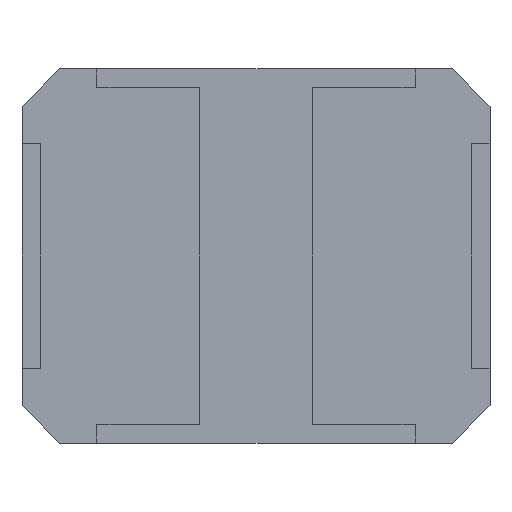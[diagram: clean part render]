
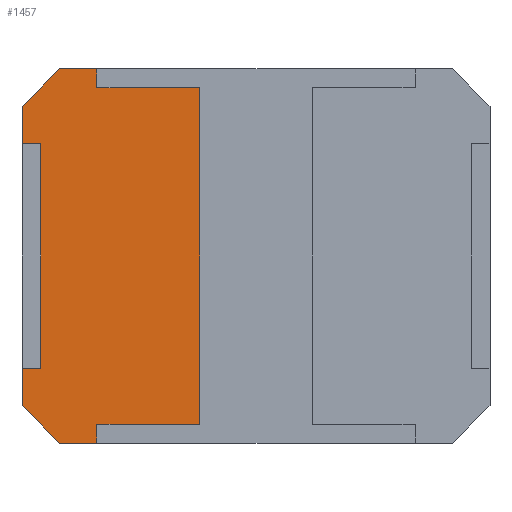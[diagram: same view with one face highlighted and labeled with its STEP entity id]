
A CAD part, front view. The second image highlights one B-rep face of the part: STEP entity #1457.
In plain terms, the highlighted planar face has unit normal (0, -1, 0).
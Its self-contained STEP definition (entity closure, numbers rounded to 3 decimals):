
#19 = LINE ( 'NONE', #1237, #3305 ) ;
#45 = CARTESIAN_POINT ( 'NONE',  ( -0.85, 0., 0. ) ) ;
#56 = VECTOR ( 'NONE', #2178, 1000. ) ;
#117 = CARTESIAN_POINT ( 'NONE',  ( -1.15, 0., 0. ) ) ;
#233 = LINE ( 'NONE', #45, #1156 ) ;
#235 = EDGE_CURVE ( 'NONE', #1520, #2700, #3906, .T. ) ;
#241 = ORIENTED_EDGE ( 'NONE', *, *, #235, .T. ) ;
#295 = DIRECTION ( 'NONE',  ( 0., 0., -1. ) ) ;
#298 = VERTEX_POINT ( 'NONE', #2925 ) ;
#326 = VECTOR ( 'NONE', #3658, 1000. ) ;
#349 = VERTEX_POINT ( 'NONE', #3316 ) ;
#365 = LINE ( 'NONE', #1271, #2677 ) ;
#424 = VERTEX_POINT ( 'NONE', #3757 ) ;
#482 = VERTEX_POINT ( 'NONE', #2561 ) ;
#495 = VERTEX_POINT ( 'NONE', #3631 ) ;
#507 = CARTESIAN_POINT ( 'NONE',  ( -0.85, 0., 1. ) ) ;
#558 = DIRECTION ( 'NONE',  ( 0., 0., 1. ) ) ;
#572 = EDGE_CURVE ( 'NONE', #3007, #482, #1501, .T. ) ;
#582 = VECTOR ( 'NONE', #1827, 1000. ) ;
#590 = CARTESIAN_POINT ( 'NONE',  ( 0., 0., 1. ) ) ;
#748 = AXIS2_PLACEMENT_3D ( 'NONE', #955, #3949, #1942 ) ;
#753 = CARTESIAN_POINT ( 'NONE',  ( -1.15, 0., 0.6 ) ) ;
#758 = VERTEX_POINT ( 'NONE', #1883 ) ;
#899 = ORIENTED_EDGE ( 'NONE', *, *, #3991, .T. ) ;
#955 = CARTESIAN_POINT ( 'NONE',  ( 0., 0., 0. ) ) ;
#1003 = CARTESIAN_POINT ( 'NONE',  ( -1.025, 0., 1.025 ) ) ;
#1026 = VECTOR ( 'NONE', #4091, 1000. ) ;
#1029 = CARTESIAN_POINT ( 'NONE',  ( -1.15, 0., -0.6 ) ) ;
#1061 = ORIENTED_EDGE ( 'NONE', *, *, #3731, .T. ) ;
#1156 = VECTOR ( 'NONE', #2989, 1000. ) ;
#1202 = LINE ( 'NONE', #2030, #326 ) ;
#1211 = ORIENTED_EDGE ( 'NONE', *, *, #1653, .F. ) ;
#1237 = CARTESIAN_POINT ( 'NONE',  ( 0., 0., 0.6 ) ) ;
#1267 = ORIENTED_EDGE ( 'NONE', *, *, #572, .T. ) ;
#1271 = CARTESIAN_POINT ( 'NONE',  ( 0., 0., -0.9 ) ) ;
#1275 = VERTEX_POINT ( 'NONE', #507 ) ;
#1286 = DIRECTION ( 'NONE',  ( 1., 0., 0. ) ) ;
#1294 = LINE ( 'NONE', #3851, #56 ) ;
#1438 = DIRECTION ( 'NONE',  ( 1., 0., 0. ) ) ;
#1457 = ADVANCED_FACE ( 'NONE', ( #3576 ), #1597, .T. ) ;
#1501 = LINE ( 'NONE', #3426, #2954 ) ;
#1520 = VERTEX_POINT ( 'NONE', #1575 ) ;
#1535 = EDGE_CURVE ( 'NONE', #2652, #758, #365, .T. ) ;
#1575 = CARTESIAN_POINT ( 'NONE',  ( -1.25, 0., 0.8 ) ) ;
#1594 = LINE ( 'NONE', #1912, #2471 ) ;
#1597 = PLANE ( 'NONE',  #748 ) ;
#1653 = EDGE_CURVE ( 'NONE', #349, #1997, #2534, .T. ) ;
#1707 = CARTESIAN_POINT ( 'NONE',  ( -1.05, 0., -1. ) ) ;
#1827 = DIRECTION ( 'NONE',  ( 1., 0., 0. ) ) ;
#1839 = CARTESIAN_POINT ( 'NONE',  ( -0.85, 0., 0. ) ) ;
#1853 = EDGE_CURVE ( 'NONE', #2386, #3069, #3267, .T. ) ;
#1883 = CARTESIAN_POINT ( 'NONE',  ( -0.3, 0., -0.9 ) ) ;
#1912 = CARTESIAN_POINT ( 'NONE',  ( -0.3, 0., 0. ) ) ;
#1922 = ORIENTED_EDGE ( 'NONE', *, *, #3281, .T. ) ;
#1942 = DIRECTION ( 'NONE',  ( 0., 0., -1. ) ) ;
#1997 = VERTEX_POINT ( 'NONE', #3356 ) ;
#2027 = ORIENTED_EDGE ( 'NONE', *, *, #2210, .T. ) ;
#2030 = CARTESIAN_POINT ( 'NONE',  ( -1.025, 0., -1.025 ) ) ;
#2119 = ORIENTED_EDGE ( 'NONE', *, *, #3306, .F. ) ;
#2164 = EDGE_CURVE ( 'NONE', #482, #2652, #3044, .T. ) ;
#2177 = ORIENTED_EDGE ( 'NONE', *, *, #4092, .T. ) ;
#2178 = DIRECTION ( 'NONE',  ( 0., 0., -1. ) ) ;
#2198 = DIRECTION ( 'NONE',  ( -1., 0., 0. ) ) ;
#2210 = EDGE_CURVE ( 'NONE', #298, #3007, #1202, .T. ) ;
#2247 = DIRECTION ( 'NONE',  ( 1., 0., 0. ) ) ;
#2312 = VECTOR ( 'NONE', #4300, 1000. ) ;
#2386 = VERTEX_POINT ( 'NONE', #753 ) ;
#2424 = DIRECTION ( 'NONE',  ( 0., 0., -1. ) ) ;
#2471 = VECTOR ( 'NONE', #4261, 1000. ) ;
#2534 = LINE ( 'NONE', #3124, #582 ) ;
#2561 = CARTESIAN_POINT ( 'NONE',  ( -0.85, 0., -1. ) ) ;
#2641 = CARTESIAN_POINT ( 'NONE',  ( -1.25, 0., 0. ) ) ;
#2652 = VERTEX_POINT ( 'NONE', #3534 ) ;
#2671 = EDGE_CURVE ( 'NONE', #2700, #2386, #19, .T. ) ;
#2677 = VECTOR ( 'NONE', #1286, 1000. ) ;
#2700 = VERTEX_POINT ( 'NONE', #3221 ) ;
#2925 = CARTESIAN_POINT ( 'NONE',  ( -1.25, 0., -0.8 ) ) ;
#2954 = VECTOR ( 'NONE', #1438, 1000. ) ;
#2976 = ORIENTED_EDGE ( 'NONE', *, *, #1853, .T. ) ;
#2977 = EDGE_LOOP ( 'NONE', ( #2976, #4215, #1061, #2027, #1267, #4055, #3769, #2119, #1211, #2177, #1922, #899, #241, #3890 ) ) ;
#2989 = DIRECTION ( 'NONE',  ( 0., 0., 1. ) ) ;
#3007 = VERTEX_POINT ( 'NONE', #1707 ) ;
#3040 = CARTESIAN_POINT ( 'NONE',  ( 0., 0., -0.6 ) ) ;
#3044 = LINE ( 'NONE', #1839, #3158 ) ;
#3069 = VERTEX_POINT ( 'NONE', #1029 ) ;
#3124 = CARTESIAN_POINT ( 'NONE',  ( 0., 0., 0.9 ) ) ;
#3158 = VECTOR ( 'NONE', #558, 1000. ) ;
#3221 = CARTESIAN_POINT ( 'NONE',  ( -1.25, 0., 0.6 ) ) ;
#3267 = LINE ( 'NONE', #117, #3644 ) ;
#3281 = EDGE_CURVE ( 'NONE', #1275, #495, #4266, .T. ) ;
#3295 = LINE ( 'NONE', #1003, #2312 ) ;
#3305 = VECTOR ( 'NONE', #2247, 1000. ) ;
#3306 = EDGE_CURVE ( 'NONE', #1997, #758, #1594, .T. ) ;
#3316 = CARTESIAN_POINT ( 'NONE',  ( -0.85, 0., 0.9 ) ) ;
#3356 = CARTESIAN_POINT ( 'NONE',  ( -0.3, 0., 0.9 ) ) ;
#3426 = CARTESIAN_POINT ( 'NONE',  ( 0., 0., -1. ) ) ;
#3534 = CARTESIAN_POINT ( 'NONE',  ( -0.85, 0., -0.9 ) ) ;
#3566 = LINE ( 'NONE', #3040, #1026 ) ;
#3576 = FACE_OUTER_BOUND ( 'NONE', #2977, .T. ) ;
#3590 = VECTOR ( 'NONE', #295, 1000. ) ;
#3631 = CARTESIAN_POINT ( 'NONE',  ( -1.05, 0., 1. ) ) ;
#3644 = VECTOR ( 'NONE', #2424, 1000. ) ;
#3658 = DIRECTION ( 'NONE',  ( 0.707, 0., -0.707 ) ) ;
#3731 = EDGE_CURVE ( 'NONE', #424, #298, #1294, .T. ) ;
#3757 = CARTESIAN_POINT ( 'NONE',  ( -1.25, 0., -0.6 ) ) ;
#3769 = ORIENTED_EDGE ( 'NONE', *, *, #1535, .T. ) ;
#3774 = EDGE_CURVE ( 'NONE', #3069, #424, #3566, .T. ) ;
#3851 = CARTESIAN_POINT ( 'NONE',  ( -1.25, 0., 0. ) ) ;
#3890 = ORIENTED_EDGE ( 'NONE', *, *, #2671, .T. ) ;
#3906 = LINE ( 'NONE', #2641, #3590 ) ;
#3944 = VECTOR ( 'NONE', #2198, 1000. ) ;
#3949 = DIRECTION ( 'NONE',  ( 0., -1., 0. ) ) ;
#3991 = EDGE_CURVE ( 'NONE', #495, #1520, #3295, .T. ) ;
#4055 = ORIENTED_EDGE ( 'NONE', *, *, #2164, .T. ) ;
#4091 = DIRECTION ( 'NONE',  ( -1., 0., 0. ) ) ;
#4092 = EDGE_CURVE ( 'NONE', #349, #1275, #233, .T. ) ;
#4215 = ORIENTED_EDGE ( 'NONE', *, *, #3774, .T. ) ;
#4261 = DIRECTION ( 'NONE',  ( 0., 0., -1. ) ) ;
#4266 = LINE ( 'NONE', #590, #3944 ) ;
#4300 = DIRECTION ( 'NONE',  ( -0.707, 0., -0.707 ) ) ;
